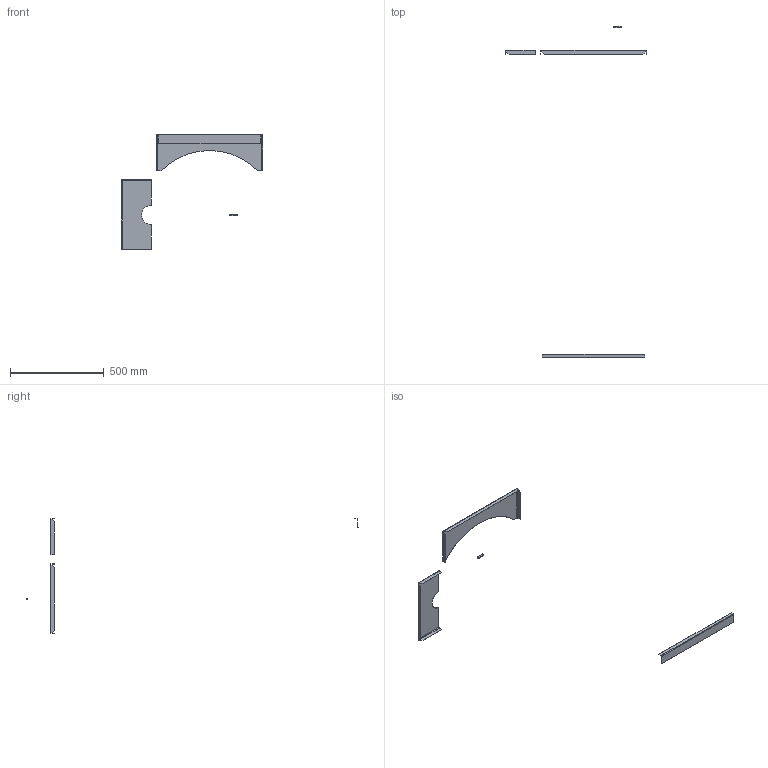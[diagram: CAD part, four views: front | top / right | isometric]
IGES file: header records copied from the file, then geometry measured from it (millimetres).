
Start section: SolidWorks IGES file using analytic representation for surfaces
Global section: file name: Combomax 109.IGS; native system: SolidWorks 2019; preprocessor: SolidWorks 2019; author: lucbi; date: 190926.113713; units: inch
Bounding box: 750.89 x 1768.03 x 617.54 mm (x, y, z)
Volume: 155225.3 mm3; surface area: 398388.4 mm2
Topology: 4 solids, 4 shells, 116 faces, 268 edges, 160 vertices
Faces by surface type: plane 64, revolution 44, bspline 8
